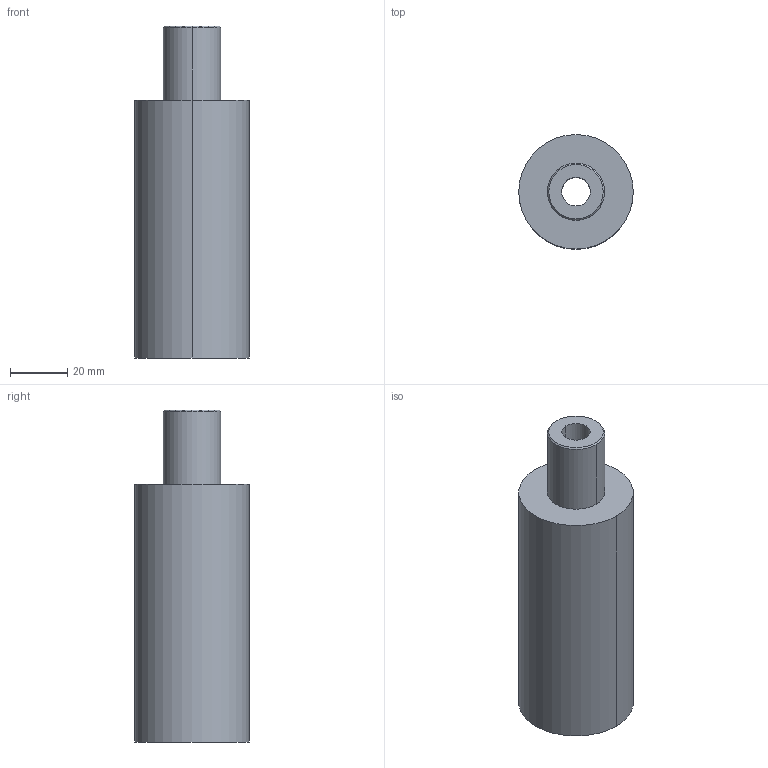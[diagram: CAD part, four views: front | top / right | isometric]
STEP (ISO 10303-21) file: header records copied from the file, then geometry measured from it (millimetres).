
FILE_DESCRIPTION((''),'2;1');
FILE_NAME('8423609013','2021-10-06T15:14:51',('thiemer'),(''),'CREO PARAMETRIC BY PTC INC, 2021164','CREO PARAMETRIC BY PTC INC, 2021164','');
FILE_SCHEMA(('AP242_MANAGED_MODEL_BASED_3D_ENGINEERING_MIM_LF { 1 0 10303 442 1 1 4 }'));
Length unit declared in the file: millimetre
Products named in the file (1): 8423609013
Bounding box: 40 x 40 x 116 mm (x, y, z)
Volume: 105549.8 mm3; surface area: 19804.7 mm2
Topology: 1 solids, 1 shells, 14 faces, 28 edges, 18 vertices
Faces by surface type: cylinder 8, plane 4, cone 2
Entity records: 775 total; most frequent: DIRECTION 108, CARTESIAN_POINT 84, ORIENTED_EDGE 56, AXIS2_PLACEMENT_3D 44, PRESENTATION_STYLE_ASSIGNMENT 42, STYLED_ITEM 42, CURVE_STYLE 41, EDGE_CURVE 28
